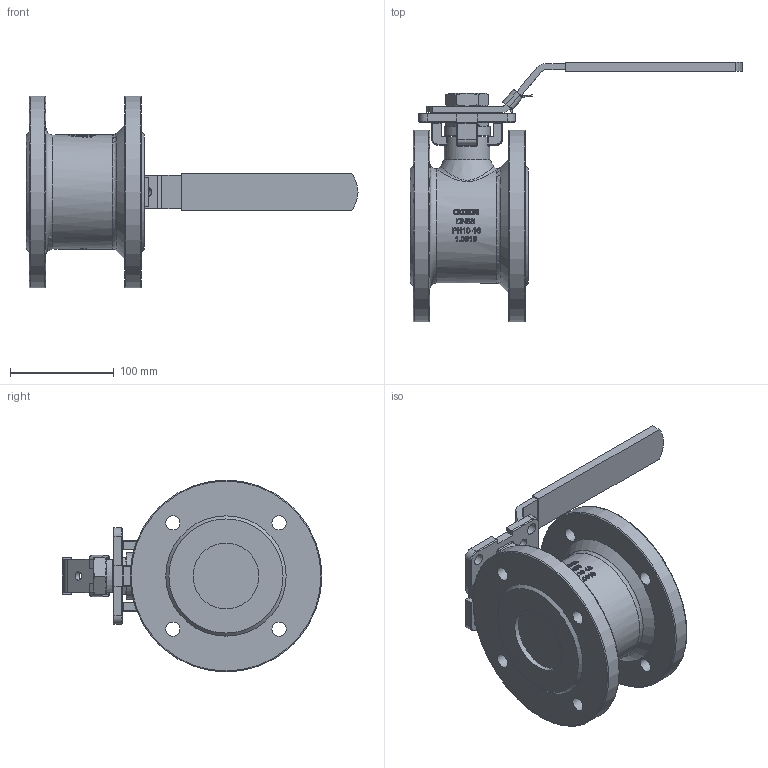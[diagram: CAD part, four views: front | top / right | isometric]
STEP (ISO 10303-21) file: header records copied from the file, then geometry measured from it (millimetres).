
FILE_DESCRIPTION(/* description */ ('Kugelhahn DN65 (PN16) handbetätigt - Konturvereinfachung'),/* implementation_level */ '2;1');
FILE_NAME(/* name */ '79-65-16.stp',/* time_stamp */ '2016-10-31T12:35:13+01:00',/* author */ ('sci'),/* organization */ (''),/* preprocessor_version */ 'ST-DEVELOPER v16.1',/* originating_system */ 'Autodesk Inventor 2016',/* authorisation */ '');
FILE_SCHEMA (('AUTOMOTIVE_DESIGN { 1 0 10303 214 3 1 1 }'));
Products named in the file (1): ENG-006109
Bounding box: 320 x 250.5 x 185 mm (x, y, z)
Volume: 1848515.9 mm3; surface area: 202388.2 mm2
Topology: 1 solids, 1 shells, 981 faces, 2655 edges, 1729 vertices
Faces by surface type: plane 389, bspline 341, cylinder 175, cone 42, torus 34
Full cylindrical faces by diameter (mm): 8 x6, 9 x4, 11 x4, 13.835 x8, 20.269 x1, 23.825 x1, 24 x1, 44 x1, 44.45 x1, 54 x1, 63.5 x2, 185 x2
Entity records: 95120 total; most frequent: CARTESIAN_POINT 72129, ORIENTED_EDGE 5166, DIRECTION 3397, EDGE_CURVE 2583, VERTEX_POINT 1707, LINE 1261, VECTOR 1261, EDGE_LOOP 1152
